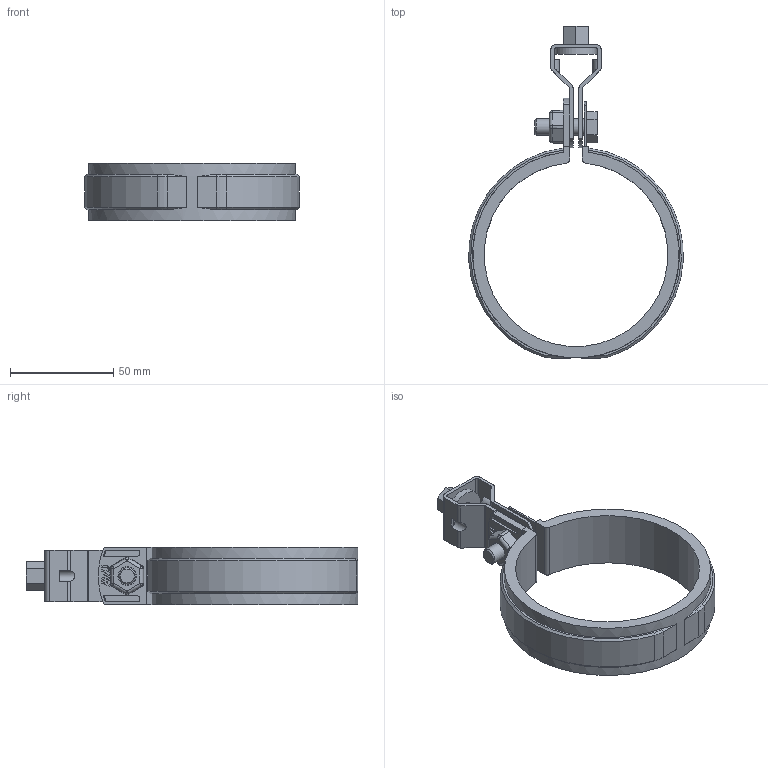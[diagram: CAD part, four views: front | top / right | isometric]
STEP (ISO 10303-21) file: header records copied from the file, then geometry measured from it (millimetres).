
FILE_DESCRIPTION( ( 'STEP AP203' ), '1' );
FILE_NAME( '80SU.step', '2022-06-30T08:17:54', ( ' ' ), ( ' ' ), 'XStep 1.0', ' ', ' ' );
FILE_SCHEMA( ( 'CONFIG_CONTROL_DESIGN' ) );
Length unit declared in the file: millimetre
Products named in the file (7): 1; 2; 3; 4; 5; 6; 7
Bounding box: 103.9 x 160.85 x 28 mm (x, y, z)
Volume: 62745.7 mm3; surface area: 66322.5 mm2
Topology: 7 solids, 7 shells, 329 faces, 929 edges, 612 vertices
Faces by surface type: plane 185, cylinder 83, cone 23, bspline 18, extrusion 14, offset 6
Full cylindrical faces by diameter (mm): 6.647 x1, 8 x1, 8.5 x1, 9 x3, 10.5 x2, 15 x1, 20 x1
Entity records: 13674 total; most frequent: CARTESIAN_POINT 4962, ORIENTED_EDGE 1822, DIRECTION 1618, EDGE_CURVE 911, VERTEX_POINT 607, VECTOR 580, LINE 566, AXIS2_PLACEMENT_3D 519
